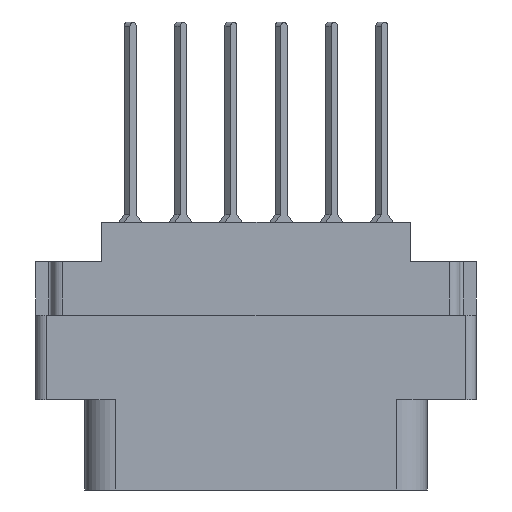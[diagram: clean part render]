
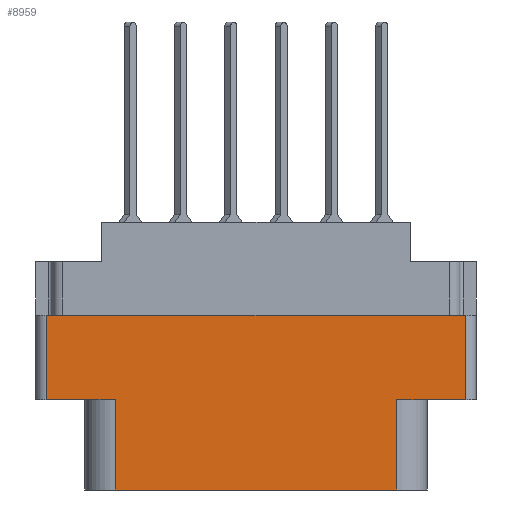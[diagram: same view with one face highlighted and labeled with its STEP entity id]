
A CAD part, front view. The second image highlights one B-rep face of the part: STEP entity #8959.
In plain terms, the highlighted planar face has unit normal (0, -1, 0).
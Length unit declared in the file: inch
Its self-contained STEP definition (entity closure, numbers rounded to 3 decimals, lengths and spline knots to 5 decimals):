
#21 = CARTESIAN_POINT ( 'NONE',  ( -0.624, -0.343, -0.798 ) ) ;
#499 = VECTOR ( 'NONE', #11786, 39.37008 ) ;
#729 = ORIENTED_EDGE ( 'NONE', *, *, #17111, .F. ) ;
#847 = DIRECTION ( 'NONE',  ( 0., 0., 1. ) ) ;
#1194 = VERTEX_POINT ( 'NONE', #15133 ) ;
#1864 = DIRECTION ( 'NONE',  ( -1., 0., 0. ) ) ;
#1893 = LINE ( 'NONE', #3069, #19074 ) ;
#2117 = LINE ( 'NONE', #3533, #5671 ) ;
#2555 = VERTEX_POINT ( 'NONE', #17710 ) ;
#2781 = LINE ( 'NONE', #16346, #11344 ) ;
#2934 = CARTESIAN_POINT ( 'NONE',  ( -0.624, -0.343, -0.798 ) ) ;
#3069 = CARTESIAN_POINT ( 'NONE',  ( 0.42, -0.343, -0.529 ) ) ;
#3095 = CARTESIAN_POINT ( 'NONE',  ( -0.624, -0.343, -0.529 ) ) ;
#3460 = EDGE_CURVE ( 'NONE', #14330, #2555, #17609, .T. ) ;
#3533 = CARTESIAN_POINT ( 'NONE',  ( 0., -0.343, -0.529 ) ) ;
#3876 = EDGE_LOOP ( 'NONE', ( #8772, #6683, #7864, #8313, #14076, #729, #18389, #5324 ) ) ;
#4372 = CARTESIAN_POINT ( 'NONE',  ( -0.42, -0.343, -0.798 ) ) ;
#4389 = CARTESIAN_POINT ( 'NONE',  ( 0.42, -0.343, -0.529 ) ) ;
#5303 = VERTEX_POINT ( 'NONE', #3095 ) ;
#5324 = ORIENTED_EDGE ( 'NONE', *, *, #8238, .T. ) ;
#5671 = VECTOR ( 'NONE', #1864, 39.37008 ) ;
#5715 = DIRECTION ( 'NONE',  ( 0., -1., 0. ) ) ;
#6683 = ORIENTED_EDGE ( 'NONE', *, *, #3460, .T. ) ;
#7072 = DIRECTION ( 'NONE',  ( 1., 0., 0. ) ) ;
#7108 = VERTEX_POINT ( 'NONE', #7937 ) ;
#7112 = LINE ( 'NONE', #11722, #14252 ) ;
#7315 = PLANE ( 'NONE',  #8304 ) ;
#7634 = DIRECTION ( 'NONE',  ( 0., 0., -1. ) ) ;
#7688 = DIRECTION ( 'NONE',  ( 1., 0., 0. ) ) ;
#7864 = ORIENTED_EDGE ( 'NONE', *, *, #9068, .F. ) ;
#7937 = CARTESIAN_POINT ( 'NONE',  ( 0.624, -0.343, -0.277 ) ) ;
#7943 = VERTEX_POINT ( 'NONE', #9284 ) ;
#8238 = EDGE_CURVE ( 'NONE', #5303, #7943, #14301, .T. ) ;
#8304 = AXIS2_PLACEMENT_3D ( 'NONE', #2934, #5715, #16438 ) ;
#8313 = ORIENTED_EDGE ( 'NONE', *, *, #17703, .F. ) ;
#8749 = VECTOR ( 'NONE', #847, 39.37008 ) ;
#8772 = ORIENTED_EDGE ( 'NONE', *, *, #18506, .T. ) ;
#8959 = ADVANCED_FACE ( 'NONE', ( #11409 ), #7315, .T. ) ;
#8979 = VERTEX_POINT ( 'NONE', #4389 ) ;
#9068 = EDGE_CURVE ( 'NONE', #8979, #2555, #1893, .T. ) ;
#9284 = CARTESIAN_POINT ( 'NONE',  ( -0.42, -0.343, -0.529 ) ) ;
#9964 = CARTESIAN_POINT ( 'NONE',  ( 0.624, -0.343, -0.798 ) ) ;
#10143 = DIRECTION ( 'NONE',  ( 0., 0., -1. ) ) ;
#10624 = CARTESIAN_POINT ( 'NONE',  ( -0.624, -0.343, -0.798 ) ) ;
#10660 = LINE ( 'NONE', #9964, #8749 ) ;
#11344 = VECTOR ( 'NONE', #10143, 39.37008 ) ;
#11409 = FACE_OUTER_BOUND ( 'NONE', #3876, .T. ) ;
#11624 = VECTOR ( 'NONE', #7688, 39.37008 ) ;
#11722 = CARTESIAN_POINT ( 'NONE',  ( -0.656, -0.343, -0.277 ) ) ;
#11786 = DIRECTION ( 'NONE',  ( 1., 0., 0. ) ) ;
#12254 = DIRECTION ( 'NONE',  ( 0., 0., 1. ) ) ;
#12455 = VECTOR ( 'NONE', #12254, 39.37008 ) ;
#13226 = EDGE_CURVE ( 'NONE', #5303, #13309, #14593, .T. ) ;
#13309 = VERTEX_POINT ( 'NONE', #18676 ) ;
#14076 = ORIENTED_EDGE ( 'NONE', *, *, #17825, .T. ) ;
#14252 = VECTOR ( 'NONE', #7072, 39.37008 ) ;
#14301 = LINE ( 'NONE', #16006, #499 ) ;
#14330 = VERTEX_POINT ( 'NONE', #4372 ) ;
#14593 = LINE ( 'NONE', #21, #12455 ) ;
#15133 = CARTESIAN_POINT ( 'NONE',  ( 0.624, -0.343, -0.529 ) ) ;
#16006 = CARTESIAN_POINT ( 'NONE',  ( 0., -0.343, -0.529 ) ) ;
#16346 = CARTESIAN_POINT ( 'NONE',  ( -0.42, -0.343, -0.529 ) ) ;
#16438 = DIRECTION ( 'NONE',  ( 0., 0., -1. ) ) ;
#17111 = EDGE_CURVE ( 'NONE', #13309, #7108, #7112, .T. ) ;
#17609 = LINE ( 'NONE', #10624, #11624 ) ;
#17703 = EDGE_CURVE ( 'NONE', #1194, #8979, #2117, .T. ) ;
#17710 = CARTESIAN_POINT ( 'NONE',  ( 0.42, -0.343, -0.798 ) ) ;
#17825 = EDGE_CURVE ( 'NONE', #1194, #7108, #10660, .T. ) ;
#18389 = ORIENTED_EDGE ( 'NONE', *, *, #13226, .F. ) ;
#18506 = EDGE_CURVE ( 'NONE', #7943, #14330, #2781, .T. ) ;
#18676 = CARTESIAN_POINT ( 'NONE',  ( -0.624, -0.343, -0.277 ) ) ;
#19074 = VECTOR ( 'NONE', #7634, 39.37008 ) ;
